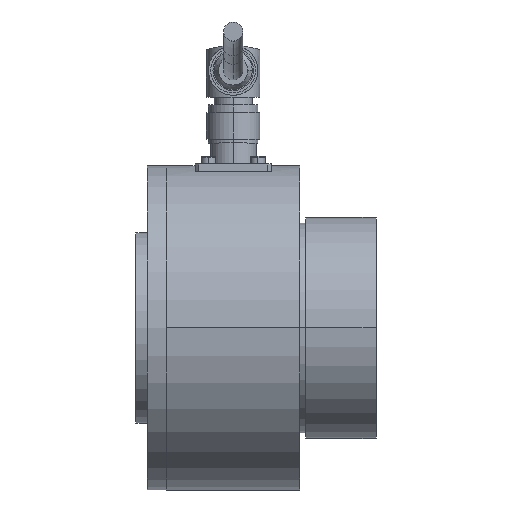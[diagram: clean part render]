
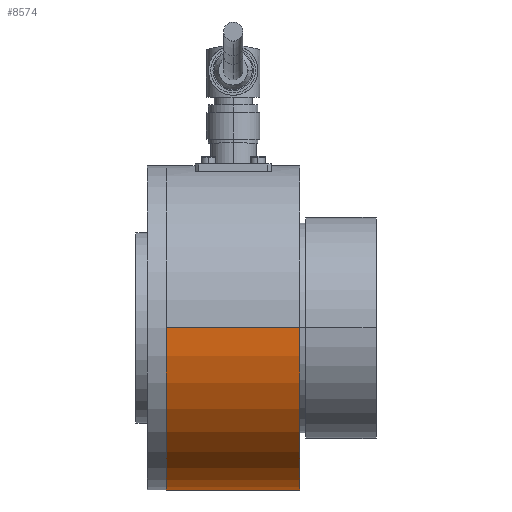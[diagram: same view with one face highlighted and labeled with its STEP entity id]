
A CAD part, top view. The second image highlights one B-rep face of the part: STEP entity #8574.
In plain terms, the highlighted cylindrical face has radius 42.5 mm (diameter 85 mm), a partial arc.
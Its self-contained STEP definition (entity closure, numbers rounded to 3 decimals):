
#70 = EDGE_CURVE ( 'NONE', #5986, #9883, #2741, .T. ) ;
#166 = DIRECTION ( 'NONE',  ( -1., 0., 0. ) ) ;
#465 = ORIENTED_EDGE ( 'NONE', *, *, #5090, .F. ) ;
#487 = VECTOR ( 'NONE', #166, 1000. ) ;
#844 = CARTESIAN_POINT ( 'NONE',  ( -24.475, 1.372, 127.5 ) ) ;
#1030 = CARTESIAN_POINT ( 'NONE',  ( 10.525, 1.372, 42.5 ) ) ;
#1130 = ORIENTED_EDGE ( 'NONE', *, *, #11351, .T. ) ;
#2050 = AXIS2_PLACEMENT_3D ( 'NONE', #5056, #6026, #11696 ) ;
#2292 = VERTEX_POINT ( 'NONE', #844 ) ;
#2741 = LINE ( 'NONE', #11893, #4960 ) ;
#2778 = ORIENTED_EDGE ( 'NONE', *, *, #11698, .T. ) ;
#2928 = EDGE_LOOP ( 'NONE', ( #8241, #1130, #2778, #465 ) ) ;
#3045 = CARTESIAN_POINT ( 'NONE',  ( 10.525, 1.372, 127.5 ) ) ;
#3169 = CIRCLE ( 'NONE', #2050, 42.5 ) ;
#3468 = LINE ( 'NONE', #5805, #487 ) ;
#4028 = FACE_OUTER_BOUND ( 'NONE', #2928, .T. ) ;
#4313 = CARTESIAN_POINT ( 'NONE',  ( -24.475, 1.372, 42.5 ) ) ;
#4732 = CARTESIAN_POINT ( 'NONE',  ( -24.475, 1.372, 85. ) ) ;
#4737 = DIRECTION ( 'NONE',  ( -1., 0., 0. ) ) ;
#4960 = VECTOR ( 'NONE', #8771, 1000. ) ;
#5056 = CARTESIAN_POINT ( 'NONE',  ( 10.525, 1.372, 85. ) ) ;
#5090 = EDGE_CURVE ( 'NONE', #9883, #2292, #9558, .T. ) ;
#5684 = DIRECTION ( 'NONE',  ( 0., 0., 1. ) ) ;
#5805 = CARTESIAN_POINT ( 'NONE',  ( -24.475, 1.372, 127.5 ) ) ;
#5986 = VERTEX_POINT ( 'NONE', #1030 ) ;
#6026 = DIRECTION ( 'NONE',  ( -1., 0., 0. ) ) ;
#7455 = CARTESIAN_POINT ( 'NONE',  ( -24.475, 1.372, 85. ) ) ;
#8241 = ORIENTED_EDGE ( 'NONE', *, *, #70, .F. ) ;
#8333 = AXIS2_PLACEMENT_3D ( 'NONE', #4732, #9462, #9212 ) ;
#8574 = ADVANCED_FACE ( 'NONE', ( #4028 ), #11220, .T. ) ;
#8630 = VERTEX_POINT ( 'NONE', #3045 ) ;
#8771 = DIRECTION ( 'NONE',  ( -1., 0., 0. ) ) ;
#8855 = AXIS2_PLACEMENT_3D ( 'NONE', #7455, #4737, #5684 ) ;
#9212 = DIRECTION ( 'NONE',  ( 0., 0., 1. ) ) ;
#9462 = DIRECTION ( 'NONE',  ( -1., 0., 0. ) ) ;
#9558 = CIRCLE ( 'NONE', #8333, 42.5 ) ;
#9883 = VERTEX_POINT ( 'NONE', #4313 ) ;
#11220 = CYLINDRICAL_SURFACE ( 'NONE', #8855, 42.5 ) ;
#11351 = EDGE_CURVE ( 'NONE', #5986, #8630, #3169, .T. ) ;
#11696 = DIRECTION ( 'NONE',  ( 0., 0., 1. ) ) ;
#11698 = EDGE_CURVE ( 'NONE', #8630, #2292, #3468, .T. ) ;
#11893 = CARTESIAN_POINT ( 'NONE',  ( -24.475, 1.372, 42.5 ) ) ;
